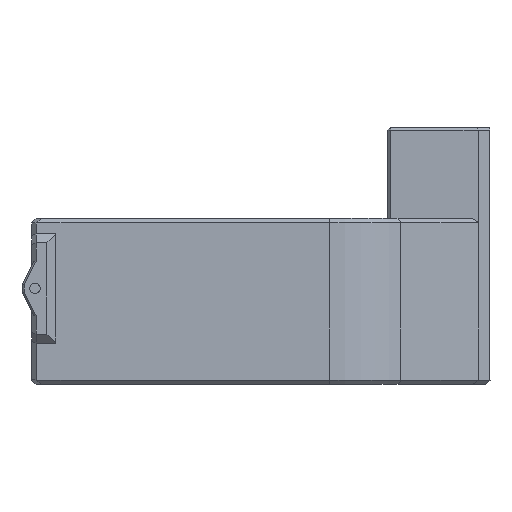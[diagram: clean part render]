
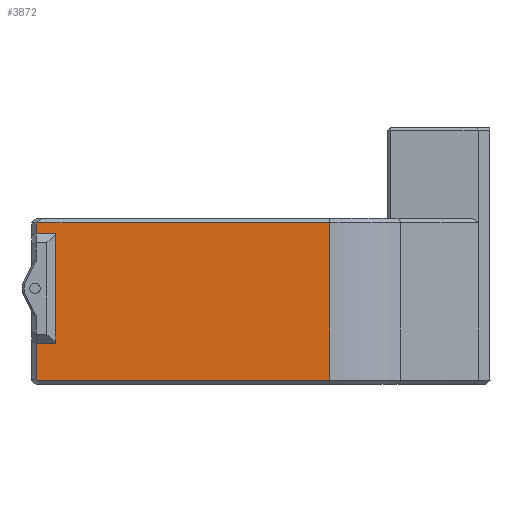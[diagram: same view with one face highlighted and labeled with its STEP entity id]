
A CAD part, front view. The second image highlights one B-rep face of the part: STEP entity #3872.
In plain terms, the highlighted planar face has unit normal (0, -1, 0).
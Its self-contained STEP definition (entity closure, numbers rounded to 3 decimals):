
#248=FACE_OUTER_BOUND('',#478,.T.);
#478=EDGE_LOOP('',(#3043,#3044,#3045,#3046,#3047,#3048,#3049,#3050,#3051,
#3052));
#598=LINE('',#5376,#1083);
#608=LINE('',#5398,#1093);
#669=LINE('',#5527,#1154);
#691=LINE('',#5572,#1176);
#693=LINE('',#5575,#1178);
#705=LINE('',#5597,#1190);
#710=LINE('',#5606,#1195);
#894=LINE('',#6008,#1379);
#895=LINE('',#6010,#1380);
#896=LINE('',#6011,#1381);
#1083=VECTOR('',#4301,1.);
#1093=VECTOR('',#4315,1.);
#1154=VECTOR('',#4416,1.);
#1176=VECTOR('',#4450,1.);
#1178=VECTOR('',#4454,1.);
#1190=VECTOR('',#4474,1.);
#1195=VECTOR('',#4483,1.);
#1379=VECTOR('',#4849,1.);
#1380=VECTOR('',#4850,1.);
#1381=VECTOR('',#4851,10.);
#1568=VERTEX_POINT('',#5374);
#1569=VERTEX_POINT('',#5375);
#1578=VERTEX_POINT('',#5395);
#1579=VERTEX_POINT('',#5397);
#1643=VERTEX_POINT('',#5569);
#1644=VERTEX_POINT('',#5571);
#1650=VERTEX_POINT('',#5596);
#1652=VERTEX_POINT('',#5605);
#1779=VERTEX_POINT('',#6007);
#1780=VERTEX_POINT('',#6009);
#1909=EDGE_CURVE('',#1568,#1569,#598,.F.);
#1919=EDGE_CURVE('',#1579,#1578,#608,.F.);
#1984=EDGE_CURVE('',#1568,#1579,#669,.F.);
#2006=EDGE_CURVE('',#1643,#1644,#691,.F.);
#2008=EDGE_CURVE('',#1644,#1578,#693,.T.);
#2020=EDGE_CURVE('',#1569,#1650,#705,.T.);
#2025=EDGE_CURVE('',#1650,#1652,#710,.F.);
#2223=EDGE_CURVE('',#1779,#1643,#894,.T.);
#2224=EDGE_CURVE('',#1780,#1779,#895,.F.);
#2225=EDGE_CURVE('',#1780,#1652,#896,.T.);
#3043=ORIENTED_EDGE('',*,*,#2223,.F.);
#3044=ORIENTED_EDGE('',*,*,#2224,.F.);
#3045=ORIENTED_EDGE('',*,*,#2225,.T.);
#3046=ORIENTED_EDGE('',*,*,#2025,.F.);
#3047=ORIENTED_EDGE('',*,*,#2020,.F.);
#3048=ORIENTED_EDGE('',*,*,#1909,.F.);
#3049=ORIENTED_EDGE('',*,*,#1984,.T.);
#3050=ORIENTED_EDGE('',*,*,#1919,.T.);
#3051=ORIENTED_EDGE('',*,*,#2008,.F.);
#3052=ORIENTED_EDGE('',*,*,#2006,.F.);
#3687=PLANE('',#4129);
#3872=ADVANCED_FACE('',(#248),#3687,.F.);
#4129=AXIS2_PLACEMENT_3D('',#6006,#4847,#4848);
#4301=DIRECTION('',(1.,0.,0.));
#4315=DIRECTION('',(1.,0.,0.));
#4416=DIRECTION('',(0.,0.,1.));
#4450=DIRECTION('',(0.894,0.,-0.447));
#4454=DIRECTION('',(0.,0.,1.));
#4474=DIRECTION('',(0.,0.,1.));
#4483=DIRECTION('',(-0.894,0.,-0.447));
#4847=DIRECTION('center_axis',(0.,1.,0.));
#4848=DIRECTION('ref_axis',(-1.,0.,0.));
#4849=DIRECTION('',(-1.,0.,0.));
#4850=DIRECTION('',(0.,0.,1.));
#4851=DIRECTION('',(-1.,0.,0.));
#5374=CARTESIAN_POINT('',(14553.338,7312.506,51109.6));
#5375=CARTESIAN_POINT('',(14549.538,7312.506,51109.6));
#5376=CARTESIAN_POINT('',(14553.338,7312.506,51109.6));
#5395=CARTESIAN_POINT('',(14549.538,7312.506,51088.572));
#5397=CARTESIAN_POINT('',(14553.338,7312.506,51088.572));
#5398=CARTESIAN_POINT('',(14553.338,7312.506,51088.572));
#5527=CARTESIAN_POINT('',(14553.338,7312.506,51104.072));
#5569=CARTESIAN_POINT('',(14549.718,7312.506,51081.396));
#5571=CARTESIAN_POINT('',(14549.538,7312.506,51081.486));
#5572=CARTESIAN_POINT('',(14555.181,7312.506,51078.665));
#5575=CARTESIAN_POINT('',(14549.538,7312.506,51099.096));
#5596=CARTESIAN_POINT('',(14549.538,7312.506,51111.706));
#5597=CARTESIAN_POINT('',(14549.538,7312.506,51099.096));
#5605=CARTESIAN_POINT('',(14549.718,7312.506,51111.796));
#5606=CARTESIAN_POINT('',(14555.166,7312.506,51114.52));
#6006=CARTESIAN_POINT('Origin',(14598.338,7312.506,51099.096));
#6007=CARTESIAN_POINT('',(14606.135,7312.506,51081.396));
#6008=CARTESIAN_POINT('',(14584.538,7312.506,51081.396));
#6009=CARTESIAN_POINT('',(14606.135,7312.506,51111.796));
#6010=CARTESIAN_POINT('',(14606.135,7312.506,51079.596));
#6011=CARTESIAN_POINT('',(14603.338,7312.506,51111.796));
